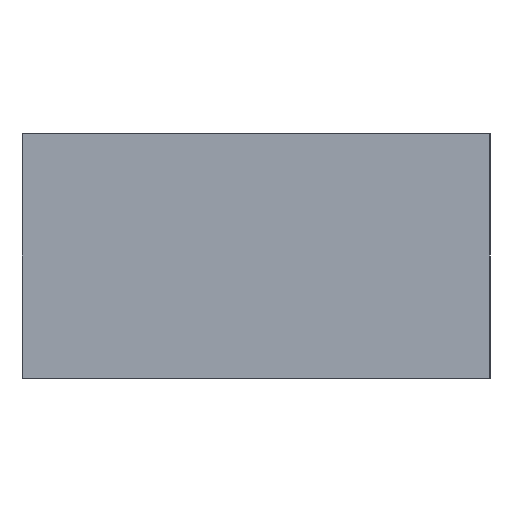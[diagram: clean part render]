
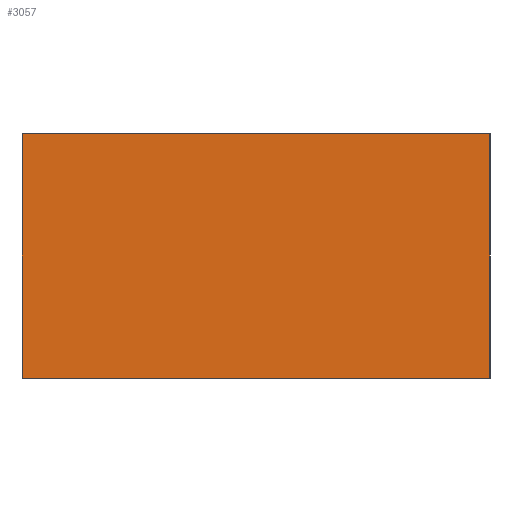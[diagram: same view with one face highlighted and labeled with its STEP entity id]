
A CAD part, left-side view. The second image highlights one B-rep face of the part: STEP entity #3057.
In plain terms, the highlighted planar face has unit normal (-1, 0, 0).
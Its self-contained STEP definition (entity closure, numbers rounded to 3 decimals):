
#2743=CARTESIAN_POINT('',(-3.994,-0.172,22.225));
#2744=VERTEX_POINT('',#2743);
#2759=CARTESIAN_POINT('',(-3.994,-0.172,93.225));
#2760=VERTEX_POINT('',#2759);
#2767=CARTESIAN_POINT('',(-3.994,-0.172,22.225));
#2768=DIRECTION('',(0.,0.,1.));
#2769=VECTOR('',#2768,71.);
#2770=LINE('',#2767,#2769);
#2771=EDGE_CURVE('',#2744,#2760,#2770,.T.);
#2855=CARTESIAN_POINT('',(-3.994,135.828,93.225));
#2856=VERTEX_POINT('',#2855);
#2863=CARTESIAN_POINT('',(-3.994,62.676,93.225));
#2864=VERTEX_POINT('',#2863);
#2865=CARTESIAN_POINT('',(-3.994,62.676,93.225));
#2866=DIRECTION('',(0.,1.,0.));
#2867=VECTOR('',#2866,73.151);
#2868=LINE('',#2865,#2867);
#2869=EDGE_CURVE('',#2864,#2856,#2868,.T.);
#2871=CARTESIAN_POINT('',(-3.994,-0.172,93.225));
#2872=DIRECTION('',(0.,1.,0.));
#2873=VECTOR('',#2872,62.848);
#2874=LINE('',#2871,#2873);
#2875=EDGE_CURVE('',#2760,#2864,#2874,.T.);
#2919=CARTESIAN_POINT('',(-3.994,135.828,22.225));
#2920=VERTEX_POINT('',#2919);
#2936=CARTESIAN_POINT('',(-3.994,135.828,22.225));
#2937=DIRECTION('',(-0.,-1.,-0.));
#2938=VECTOR('',#2937,135.999);
#2939=LINE('',#2936,#2938);
#2940=EDGE_CURVE('',#2920,#2744,#2939,.T.);
#3040=CARTESIAN_POINT('',(-3.994,138.579,81.725));
#3041=DIRECTION('',(-1.,0.,-0.));
#3042=DIRECTION('',(0.,-0.,-1.));
#3043=AXIS2_PLACEMENT_3D('',#3040,#3041,#3042);
#3044=PLANE('',#3043);
#3045=ORIENTED_EDGE('',*,*,#2875,.T.);
#3046=ORIENTED_EDGE('',*,*,#2869,.T.);
#3047=CARTESIAN_POINT('',(-3.994,135.828,93.225));
#3048=DIRECTION('',(0.,-0.,-1.));
#3049=VECTOR('',#3048,71.);
#3050=LINE('',#3047,#3049);
#3051=EDGE_CURVE('',#2856,#2920,#3050,.T.);
#3052=ORIENTED_EDGE('',*,*,#3051,.T.);
#3053=ORIENTED_EDGE('',*,*,#2940,.T.);
#3054=ORIENTED_EDGE('',*,*,#2771,.T.);
#3055=EDGE_LOOP('',(#3045,#3046,#3052,#3053,#3054));
#3056=FACE_BOUND('',#3055,.T.);
#3057=ADVANCED_FACE('',(#3056),#3044,.T.);
